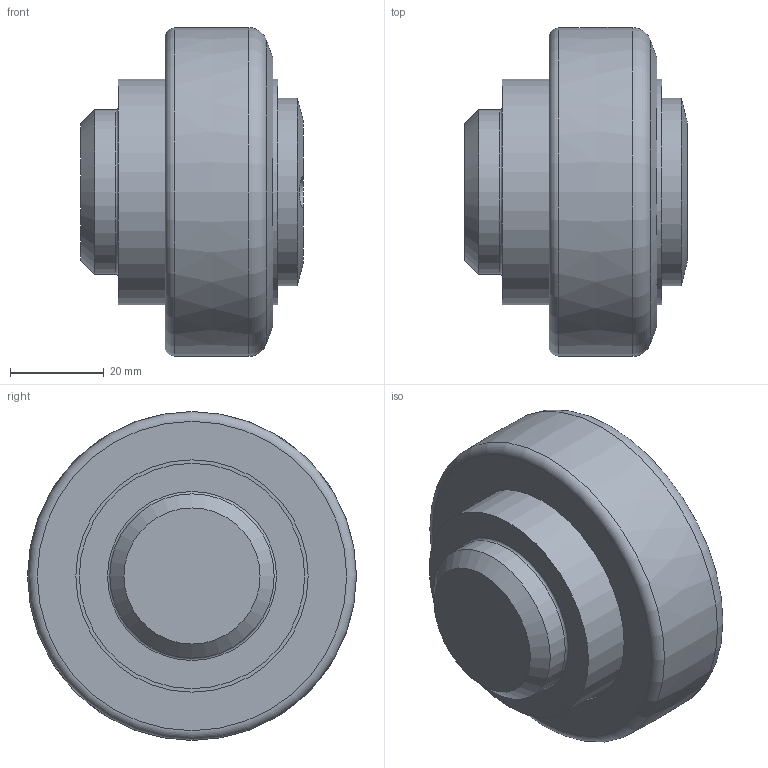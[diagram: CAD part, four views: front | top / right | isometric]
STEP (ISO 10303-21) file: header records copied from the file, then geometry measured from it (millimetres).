
FILE_DESCRIPTION(/* description */ ('-'),/* implementation_level */ '2;1');
FILE_NAME(/* name */ 'ALFATEC_TR070-0380.stp',/* time_stamp */ '2021-02-02T11:27:57+01:00',/* author */ ('kstaebler'),/* organization */ (''),/* preprocessor_version */ 'ST-DEVELOPER v18.1',/* originating_system */ 'Autodesk Inventor 2020',/* authorisation */ '');
FILE_SCHEMA (('AUTOMOTIVE_DESIGN { 1 0 10303 214 3 1 1 }'));
Length unit declared in the file: millimetre
Products named in the file (1): TR 070.0380_Kontur
Bounding box: 47.5 x 70.1 x 70.09 mm (x, y, z)
Volume: 106131.6 mm3; surface area: 25006 mm2
Topology: 2 solids, 2 shells, 65 faces, 172 edges, 126 vertices
Faces by surface type: plane 32, cylinder 22, cone 5, torus 5, bspline 1
Full cylindrical faces by diameter (mm): 3 x2, 6 x2, 6.5 x2, 35 x1, 40 x1, 48 x3, 49.5 x2, 52 x2, 53 x2, 54.4 x2, 57.9 x1
Entity records: 2436 total; most frequent: CARTESIAN_POINT 568, DIRECTION 386, ORIENTED_EDGE 344, EDGE_CURVE 172, AXIS2_PLACEMENT_3D 162, VERTEX_POINT 126, CIRCLE 97, EDGE_LOOP 82
